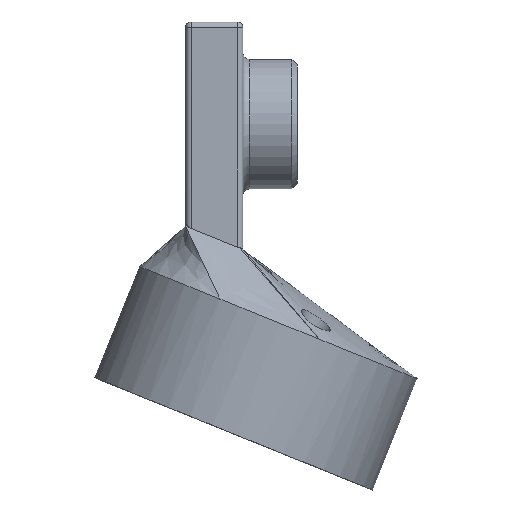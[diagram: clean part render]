
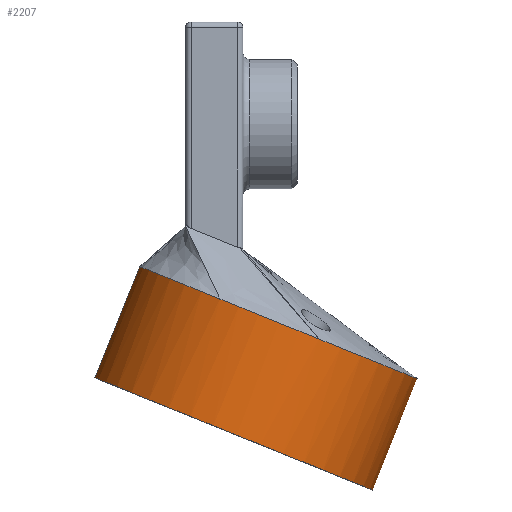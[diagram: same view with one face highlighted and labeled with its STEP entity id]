
A CAD part, left-side view. The second image highlights one B-rep face of the part: STEP entity #2207.
In plain terms, the highlighted cylindrical face has radius 34.925 mm (diameter 69.85 mm), a partial arc.
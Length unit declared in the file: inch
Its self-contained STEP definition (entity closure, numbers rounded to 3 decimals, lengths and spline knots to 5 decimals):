
#161=FACE_OUTER_BOUND('',#293,.T.);
#293=EDGE_LOOP('',(#1589,#1590,#1591,#1592,#1593,#1594,#1595,#1596,#1597,
#1598,#1599,#1600,#1601,#1602,#1603,#1604));
#431=B_SPLINE_CURVE_WITH_KNOTS('',3,(#3344,#3345,#3346,#3347,#3348,#3349,
#3350,#3351,#3352,#3353),.UNSPECIFIED.,.F.,.F.,(4,2,2,2,4),(0.23933,
0.26923,0.29913,0.32907,0.35902),
 .UNSPECIFIED.);
#434=B_SPLINE_CURVE_WITH_KNOTS('',3,(#3389,#3390,#3391,#3392,#3393,#3394,
#3395,#3396,#3397,#3398),.UNSPECIFIED.,.F.,.F.,(4,2,2,2,4),(0.11964,
0.14958,0.17953,0.20943,0.23933),
 .UNSPECIFIED.);
#515=LINE('',#3509,#665);
#520=LINE('',#3518,#670);
#524=LINE('',#3541,#674);
#525=LINE('',#3556,#675);
#665=VECTOR('',#2643,0.3937);
#670=VECTOR('',#2650,0.3937);
#674=VECTOR('',#2678,0.3937);
#675=VECTOR('',#2693,0.3937);
#804=CIRCLE('',#2352,1.375);
#815=CIRCLE('',#2378,1.375);
#816=CIRCLE('',#2380,1.375);
#820=CIRCLE('',#2385,1.375);
#821=CIRCLE('',#2386,1.375);
#822=CIRCLE('',#2387,1.375);
#823=CIRCLE('',#2388,1.375);
#824=CIRCLE('',#2389,1.375);
#825=CIRCLE('',#2390,1.375);
#826=CIRCLE('',#2391,1.375);
#920=VERTEX_POINT('',#3342);
#921=VERTEX_POINT('',#3343);
#924=VERTEX_POINT('',#3369);
#928=VERTEX_POINT('',#3388);
#950=VERTEX_POINT('',#3508);
#953=VERTEX_POINT('',#3516);
#955=VERTEX_POINT('',#3526);
#956=VERTEX_POINT('',#3530);
#960=VERTEX_POINT('',#3540);
#961=VERTEX_POINT('',#3542);
#962=VERTEX_POINT('',#3544);
#963=VERTEX_POINT('',#3546);
#964=VERTEX_POINT('',#3548);
#965=VERTEX_POINT('',#3550);
#966=VERTEX_POINT('',#3552);
#967=VERTEX_POINT('',#3554);
#1150=EDGE_CURVE('',#920,#921,#431,.T.);
#1154=EDGE_CURVE('',#924,#921,#804,.T.);
#1159=EDGE_CURVE('',#924,#928,#434,.T.);
#1186=EDGE_CURVE('',#950,#928,#515,.T.);
#1191=EDGE_CURVE('',#920,#953,#520,.T.);
#1197=EDGE_CURVE('',#955,#953,#815,.T.);
#1198=EDGE_CURVE('',#950,#956,#816,.T.);
#1203=EDGE_CURVE('',#955,#960,#524,.T.);
#1204=EDGE_CURVE('',#961,#960,#820,.T.);
#1205=EDGE_CURVE('',#962,#961,#821,.T.);
#1206=EDGE_CURVE('',#963,#962,#822,.T.);
#1207=EDGE_CURVE('',#964,#963,#823,.T.);
#1208=EDGE_CURVE('',#965,#964,#824,.T.);
#1209=EDGE_CURVE('',#966,#965,#825,.T.);
#1210=EDGE_CURVE('',#967,#966,#826,.T.);
#1211=EDGE_CURVE('',#967,#956,#525,.T.);
#1589=ORIENTED_EDGE('',*,*,#1186,.T.);
#1590=ORIENTED_EDGE('',*,*,#1159,.F.);
#1591=ORIENTED_EDGE('',*,*,#1154,.T.);
#1592=ORIENTED_EDGE('',*,*,#1150,.F.);
#1593=ORIENTED_EDGE('',*,*,#1191,.T.);
#1594=ORIENTED_EDGE('',*,*,#1197,.F.);
#1595=ORIENTED_EDGE('',*,*,#1203,.T.);
#1596=ORIENTED_EDGE('',*,*,#1204,.F.);
#1597=ORIENTED_EDGE('',*,*,#1205,.F.);
#1598=ORIENTED_EDGE('',*,*,#1206,.F.);
#1599=ORIENTED_EDGE('',*,*,#1207,.F.);
#1600=ORIENTED_EDGE('',*,*,#1208,.F.);
#1601=ORIENTED_EDGE('',*,*,#1209,.F.);
#1602=ORIENTED_EDGE('',*,*,#1210,.F.);
#1603=ORIENTED_EDGE('',*,*,#1211,.T.);
#1604=ORIENTED_EDGE('',*,*,#1198,.F.);
#2153=CYLINDRICAL_SURFACE('',#2384,1.375);
#2207=ADVANCED_FACE('',(#161),#2153,.T.);
#2352=AXIS2_PLACEMENT_3D('',#3370,#2598,#2599);
#2378=AXIS2_PLACEMENT_3D('',#3528,#2663,#2664);
#2380=AXIS2_PLACEMENT_3D('',#3531,#2667,#2668);
#2384=AXIS2_PLACEMENT_3D('',#3539,#2676,#2677);
#2385=AXIS2_PLACEMENT_3D('',#3543,#2679,#2680);
#2386=AXIS2_PLACEMENT_3D('',#3545,#2681,#2682);
#2387=AXIS2_PLACEMENT_3D('',#3547,#2683,#2684);
#2388=AXIS2_PLACEMENT_3D('',#3549,#2685,#2686);
#2389=AXIS2_PLACEMENT_3D('',#3551,#2687,#2688);
#2390=AXIS2_PLACEMENT_3D('',#3553,#2689,#2690);
#2391=AXIS2_PLACEMENT_3D('',#3555,#2691,#2692);
#2598=DIRECTION('center_axis',(0.,-0.375,0.927));
#2599=DIRECTION('ref_axis',(-1.,0.,0.));
#2643=DIRECTION('',(0.,-0.375,0.927));
#2650=DIRECTION('',(0.,0.375,-0.927));
#2663=DIRECTION('center_axis',(0.,0.375,
-0.927));
#2664=DIRECTION('ref_axis',(-1.,0.,0.));
#2667=DIRECTION('center_axis',(0.,0.375,
-0.927));
#2668=DIRECTION('ref_axis',(-1.,0.,0.));
#2676=DIRECTION('center_axis',(0.,-0.375,0.927));
#2677=DIRECTION('ref_axis',(0.,-0.927,-0.375));
#2678=DIRECTION('',(0.,-0.375,0.927));
#2679=DIRECTION('center_axis',(0.,-0.375,
0.927));
#2680=DIRECTION('ref_axis',(-1.,0.,0.));
#2681=DIRECTION('center_axis',(0.,-0.375,
0.927));
#2682=DIRECTION('ref_axis',(-1.,0.,0.));
#2683=DIRECTION('center_axis',(0.,-0.375,
0.927));
#2684=DIRECTION('ref_axis',(-1.,0.,0.));
#2685=DIRECTION('center_axis',(0.,-0.375,
0.927));
#2686=DIRECTION('ref_axis',(-1.,0.,0.));
#2687=DIRECTION('center_axis',(0.,-0.375,
0.927));
#2688=DIRECTION('ref_axis',(-1.,0.,0.));
#2689=DIRECTION('center_axis',(0.,-0.375,
0.927));
#2690=DIRECTION('ref_axis',(-1.,0.,0.));
#2691=DIRECTION('center_axis',(0.,-0.375,
0.927));
#2692=DIRECTION('ref_axis',(-1.,0.,0.));
#2693=DIRECTION('',(0.,0.375,-0.927));
#3342=CARTESIAN_POINT('',(0.9343,-0.14929,-1.72351));
#3343=CARTESIAN_POINT('',(0.93608,-0.18997,-1.70624));
#3344=CARTESIAN_POINT('Ctrl Pts',(0.9343,-0.14929,
-1.72351));
#3345=CARTESIAN_POINT('Ctrl Pts',(0.9343,-0.15076,
-1.71987));
#3346=CARTESIAN_POINT('Ctrl Pts',(0.93435,-0.15305,-1.71628));
#3347=CARTESIAN_POINT('Ctrl Pts',(0.93457,-0.15889,
-1.71034));
#3348=CARTESIAN_POINT('Ctrl Pts',(0.93472,-0.16243,
-1.70798));
#3349=CARTESIAN_POINT('Ctrl Pts',(0.93507,-0.16965,
-1.70492));
#3350=CARTESIAN_POINT('Ctrl Pts',(0.93527,-0.17381,
-1.704));
#3351=CARTESIAN_POINT('Ctrl Pts',(0.93569,-0.18215,
-1.70393));
#3352=CARTESIAN_POINT('Ctrl Pts',(0.9359,-0.18633,
-1.70477));
#3353=CARTESIAN_POINT('Ctrl Pts',(0.93608,-0.18997,
-1.70624));
#3369=CARTESIAN_POINT('',(0.93608,-0.30586,-1.75306));
#3370=CARTESIAN_POINT('Origin',(-0.4375,-0.24792,-1.72965));
#3388=CARTESIAN_POINT('',(0.9343,-0.32313,-1.79375));
#3389=CARTESIAN_POINT('Ctrl Pts',(0.93608,-0.30586,
-1.75306));
#3390=CARTESIAN_POINT('Ctrl Pts',(0.9359,-0.3095,
-1.75454));
#3391=CARTESIAN_POINT('Ctrl Pts',(0.93569,-0.31309,
-1.75683));
#3392=CARTESIAN_POINT('Ctrl Pts',(0.93527,-0.31904,-1.76268));
#3393=CARTESIAN_POINT('Ctrl Pts',(0.93507,-0.32139,
-1.76622));
#3394=CARTESIAN_POINT('Ctrl Pts',(0.93472,-0.32446,
-1.77345));
#3395=CARTESIAN_POINT('Ctrl Pts',(0.93457,-0.32537,-1.7776));
#3396=CARTESIAN_POINT('Ctrl Pts',(0.93435,-0.32544,
-1.78593));
#3397=CARTESIAN_POINT('Ctrl Pts',(0.9343,-0.3246,
-1.79011));
#3398=CARTESIAN_POINT('Ctrl Pts',(0.9343,-0.32313,
-1.79375));
#3508=CARTESIAN_POINT('',(0.9343,-0.2646,-1.93862));
#3509=CARTESIAN_POINT('',(0.9343,-0.63921,-1.01143));
#3516=CARTESIAN_POINT('',(0.9343,-0.09075,-1.86838));
#3518=CARTESIAN_POINT('',(0.9343,-0.46536,-0.9412));
#3526=CARTESIAN_POINT('',(-0.34375,1.09423,-1.38961));
#3528=CARTESIAN_POINT('Origin',(-0.4375,-0.17768,-1.9035));
#3530=CARTESIAN_POINT('',(-0.53125,1.09423,-1.38961));
#3531=CARTESIAN_POINT('Origin',(-0.4375,-0.17768,-1.9035));
#3539=CARTESIAN_POINT('Origin',(-0.4375,-0.55228,-0.97631));
#3540=CARTESIAN_POINT('',(-0.34375,0.68217,-0.36971));
#3541=CARTESIAN_POINT('',(-0.34375,0.71963,-0.46243));
#3542=CARTESIAN_POINT('',(0.27189,0.50237,-0.44236));
#3543=CARTESIAN_POINT('Origin',(-0.4375,-0.58974,-0.8836));
#3544=CARTESIAN_POINT('',(0.87879,-0.22118,-0.73469));
#3545=CARTESIAN_POINT('Origin',(-0.4375,-0.58974,-0.8836));
#3546=CARTESIAN_POINT('',(0.9375,-0.58974,-0.8836));
#3547=CARTESIAN_POINT('Origin',(-0.4375,-0.58974,-0.8836));
#3548=CARTESIAN_POINT('',(0.87879,-0.9583,-1.0325));
#3549=CARTESIAN_POINT('Origin',(-0.4375,-0.58974,-0.8836));
#3550=CARTESIAN_POINT('',(-1.75379,-0.9583,-1.0325));
#3551=CARTESIAN_POINT('Origin',(-0.4375,-0.58974,-0.8836));
#3552=CARTESIAN_POINT('',(-1.68422,-0.05204,-0.66635));
#3553=CARTESIAN_POINT('Origin',(-0.4375,-0.58974,-0.8836));
#3554=CARTESIAN_POINT('',(-0.53125,0.68217,-0.36971));
#3555=CARTESIAN_POINT('Origin',(-0.4375,-0.58974,-0.8836));
#3556=CARTESIAN_POINT('',(-0.53125,0.71963,-0.46243));
